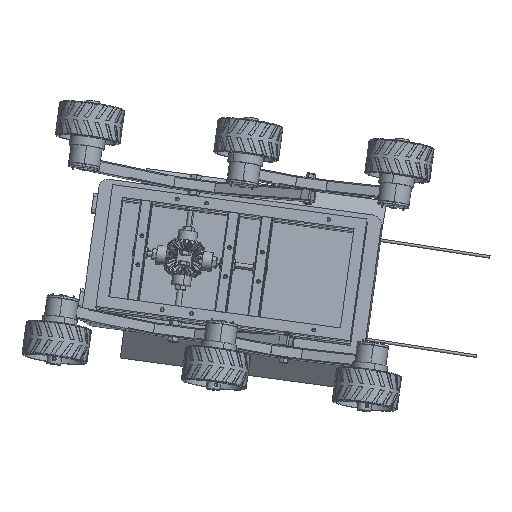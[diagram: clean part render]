
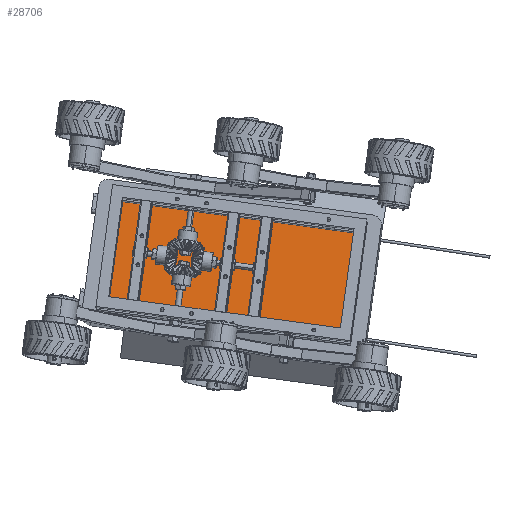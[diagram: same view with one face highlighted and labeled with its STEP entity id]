
A CAD part, front view. The second image highlights one B-rep face of the part: STEP entity #28706.
In plain terms, the highlighted face is planar.
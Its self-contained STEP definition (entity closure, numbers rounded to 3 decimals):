
#383 = CARTESIAN_POINT ( 'NONE',  ( 135., 0., -65. ) ) ;
#950 = CARTESIAN_POINT ( 'NONE',  ( 0., 0., 0. ) ) ;
#1499 = EDGE_CURVE ( 'NONE', #16814, #29730, #27242, .T. ) ;
#2352 = DIRECTION ( 'NONE',  ( 0., 0., 1. ) ) ;
#3148 = DIRECTION ( 'NONE',  ( 0., 0., -1. ) ) ;
#4548 = VECTOR ( 'NONE', #3148, 1000. ) ;
#5160 = VECTOR ( 'NONE', #19936, 1000. ) ;
#6639 = AXIS2_PLACEMENT_3D ( 'NONE', #950, #28736, #21713 ) ;
#6906 = DIRECTION ( 'NONE',  ( -1., 0., 0. ) ) ;
#6974 = LINE ( 'NONE', #14774, #7210 ) ;
#7210 = VECTOR ( 'NONE', #2352, 1000. ) ;
#8238 = ORIENTED_EDGE ( 'NONE', *, *, #23145, .F. ) ;
#10019 = VERTEX_POINT ( 'NONE', #15949 ) ;
#10811 = VERTEX_POINT ( 'NONE', #19867 ) ;
#11491 = PLANE ( 'NONE',  #6639 ) ;
#12893 = LINE ( 'NONE', #17677, #5160 ) ;
#14774 = CARTESIAN_POINT ( 'NONE',  ( -135., 0., -65. ) ) ;
#14784 = CARTESIAN_POINT ( 'NONE',  ( 135., 0., -65. ) ) ;
#15207 = CARTESIAN_POINT ( 'NONE',  ( 135., 0., 65. ) ) ;
#15865 = EDGE_LOOP ( 'NONE', ( #26154, #24107, #20741, #8238 ) ) ;
#15949 = CARTESIAN_POINT ( 'NONE',  ( -135., 0., -65. ) ) ;
#16814 = VERTEX_POINT ( 'NONE', #15207 ) ;
#17069 = FACE_OUTER_BOUND ( 'NONE', #15865, .T. ) ;
#17677 = CARTESIAN_POINT ( 'NONE',  ( -135., 0., 65. ) ) ;
#19048 = LINE ( 'NONE', #28772, #24478 ) ;
#19867 = CARTESIAN_POINT ( 'NONE',  ( -135., 0., 65. ) ) ;
#19936 = DIRECTION ( 'NONE',  ( 1., 0., 0. ) ) ;
#20741 = ORIENTED_EDGE ( 'NONE', *, *, #22125, .F. ) ;
#21713 = DIRECTION ( 'NONE',  ( 0., 0., 1. ) ) ;
#21940 = EDGE_CURVE ( 'NONE', #10811, #16814, #12893, .T. ) ;
#22125 = EDGE_CURVE ( 'NONE', #10019, #10811, #6974, .T. ) ;
#23145 = EDGE_CURVE ( 'NONE', #29730, #10019, #19048, .T. ) ;
#24107 = ORIENTED_EDGE ( 'NONE', *, *, #21940, .F. ) ;
#24478 = VECTOR ( 'NONE', #6906, 1000. ) ;
#26154 = ORIENTED_EDGE ( 'NONE', *, *, #1499, .F. ) ;
#27242 = LINE ( 'NONE', #14784, #4548 ) ;
#28706 = ADVANCED_FACE ( 'NONE', ( #17069 ), #11491, .F. ) ;
#28736 = DIRECTION ( 'NONE',  ( 0., 1., 0. ) ) ;
#28772 = CARTESIAN_POINT ( 'NONE',  ( -135., 0., -65. ) ) ;
#29730 = VERTEX_POINT ( 'NONE', #383 ) ;
